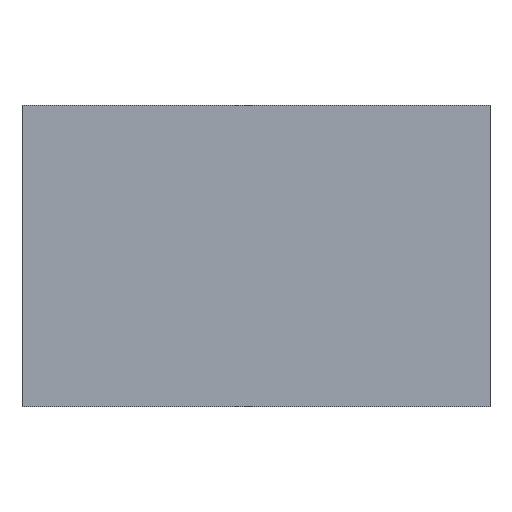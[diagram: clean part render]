
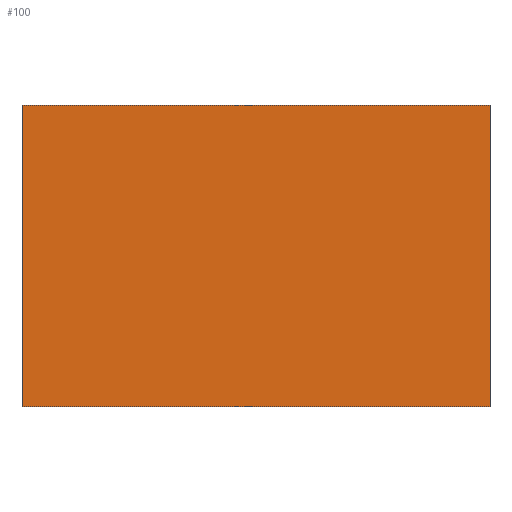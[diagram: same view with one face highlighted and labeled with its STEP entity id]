
A CAD part, left-side view. The second image highlights one B-rep face of the part: STEP entity #100.
In plain terms, the highlighted planar face has unit normal (-1, 0, 0).
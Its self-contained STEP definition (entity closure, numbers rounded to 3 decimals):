
#37=CARTESIAN_POINT('',(-13.913,0.,70.821));
#38=VERTEX_POINT('',#37);
#45=CARTESIAN_POINT('',(-13.913,-192.,70.821));
#46=VERTEX_POINT('',#45);
#47=CARTESIAN_POINT('',(-13.913,0.,70.821));
#48=DIRECTION('',(0.,-1.,0.));
#49=VECTOR('',#48,192.);
#50=LINE('',#47,#49);
#51=EDGE_CURVE('',#38,#46,#50,.T.);
#70=CARTESIAN_POINT('',(-13.913,-146.37,-25.165));
#71=DIRECTION('',(0.,0.,-1.));
#72=DIRECTION('',(-1.,-0.,-0.));
#73=AXIS2_PLACEMENT_3D('',#70,#72,#71);
#74=PLANE('',#73);
#75=ORIENTED_EDGE('',*,*,#51,.F.);
#76=CARTESIAN_POINT('',(-13.913,0.,-52.795));
#77=VERTEX_POINT('',#76);
#78=CARTESIAN_POINT('',(-13.913,0.,70.821));
#79=DIRECTION('',(0.,0.,-1.));
#80=VECTOR('',#79,123.616);
#81=LINE('',#78,#80);
#82=EDGE_CURVE('',#38,#77,#81,.T.);
#83=ORIENTED_EDGE('E3',*,*,#82,.T.);
#84=CARTESIAN_POINT('',(-13.913,-192.,-52.795));
#85=VERTEX_POINT('',#84);
#86=CARTESIAN_POINT('',(-13.913,0.,-52.795));
#87=DIRECTION('',(0.,-1.,0.));
#88=VECTOR('',#87,192.);
#89=LINE('',#86,#88);
#90=EDGE_CURVE('',#77,#85,#89,.T.);
#91=ORIENTED_EDGE('E49',*,*,#90,.T.);
#92=CARTESIAN_POINT('',(-13.913,-192.,70.821));
#93=DIRECTION('',(0.,0.,-1.));
#94=VECTOR('',#93,123.616);
#95=LINE('',#92,#94);
#96=EDGE_CURVE('',#46,#85,#95,.T.);
#97=ORIENTED_EDGE('E9',*,*,#96,.F.);
#98=EDGE_LOOP('',(#75,#83,#91,#97));
#99=FACE_OUTER_BOUND('',#98,.T.);
#100=ADVANCED_FACE('F8',(#99),#74,.T.);
